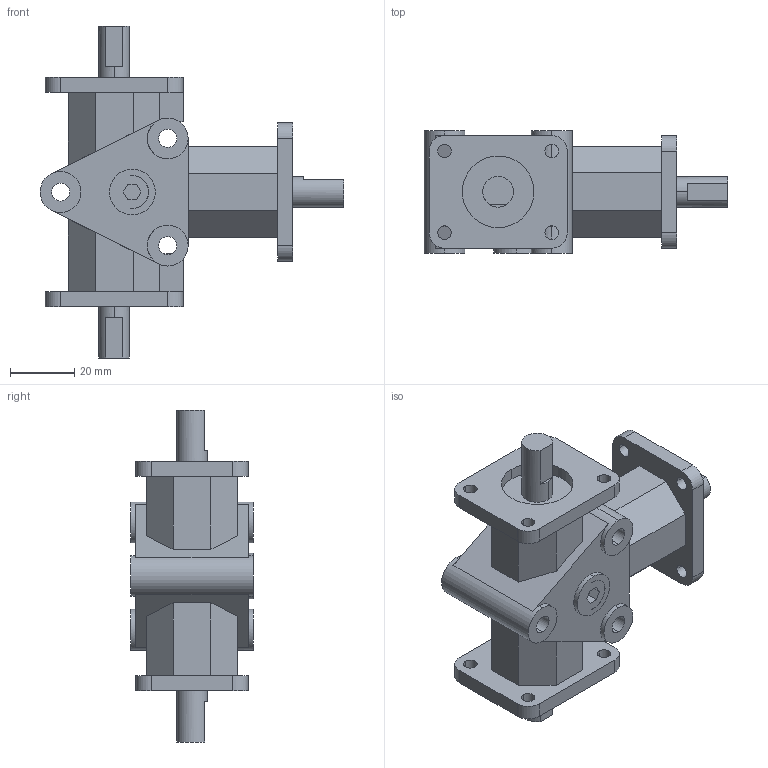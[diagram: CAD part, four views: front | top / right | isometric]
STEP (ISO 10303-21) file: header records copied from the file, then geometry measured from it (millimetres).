
FILE_DESCRIPTION((''),'2;1');
FILE_NAME('C130801','2021-08-19T19:07:52',('Administrator'),(''),'CREO PARAMETRIC BY PTC INC, 2019292','CREO PARAMETRIC BY PTC INC, 2019292','');
FILE_SCHEMA(('AUTOMOTIVE_DESIGN { 1 0 10303 214 1 1 1 1 }'));
Length unit declared in the file: inch
Products named in the file (1): C130801
Bounding box: 94.44 x 38.1 x 103.2 mm (x, y, z)
Volume: 79164.8 mm3; surface area: 35214.7 mm2
Topology: 1 solids, 1 shells, 198 faces, 517 edges, 343 vertices
Faces by surface type: plane 98, cylinder 98, cone 2
Entity records: 7890 total; most frequent: CARTESIAN_POINT 1185, DIRECTION 1116, ORIENTED_EDGE 1034, EDGE_CURVE 517, AXIS2_PLACEMENT_3D 416, VERTEX_POINT 343, VECTOR 284, LINE 284
